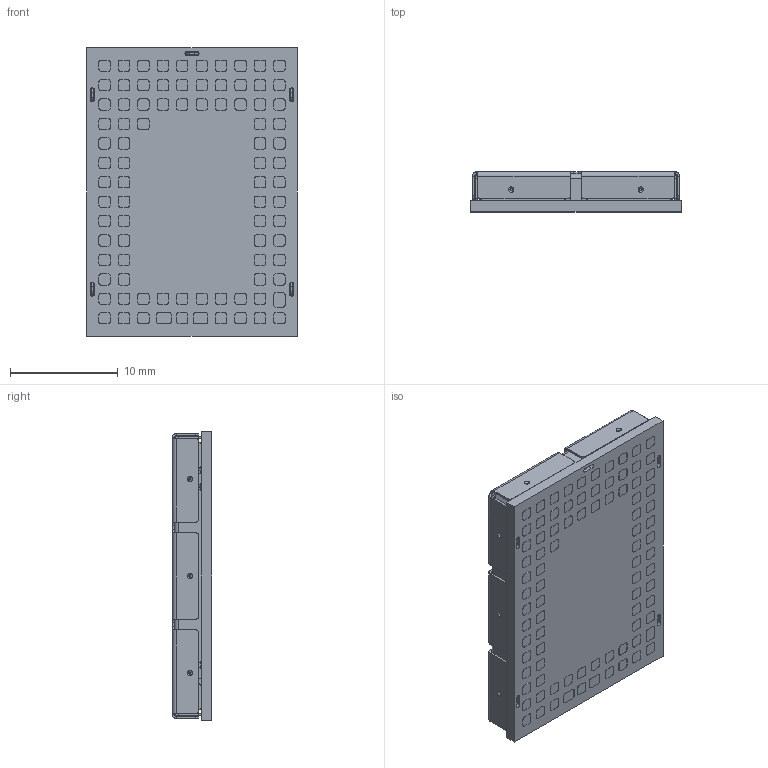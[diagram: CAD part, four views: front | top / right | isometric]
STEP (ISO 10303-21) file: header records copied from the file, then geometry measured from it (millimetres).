
FILE_DESCRIPTION (( 'STEP AP214' ), '1' );
FILE_NAME ('8DEV8100_0002-Kinkan.STEP', '2019-03-28T08:09:11', ( '' ), ( '' ), 'SwSTEP 2.0', 'SolidWorks 2018', '' );
FILE_SCHEMA (( 'AUTOMOTIVE_DESIGN' ));
Length unit declared in the file: millimetre
Products named in the file (1): 8DEV8100_0002-Kinkan
Bounding box: 19.5 x 3.71 x 26.7 mm (x, y, z)
Volume: 883.2 mm3; surface area: 3921.1 mm2
Topology: 162 solids, 162 shells, 2843 faces, 6692 edges, 4132 vertices
Faces by surface type: plane 1689, cylinder 906, bspline 248
Entity records: 85422 total; most frequent: CARTESIAN_POINT 18048, DIRECTION 13492, ORIENTED_EDGE 13016, EDGE_CURVE 6508, VECTOR 4556, LINE 4556, AXIS2_PLACEMENT_3D 4468, VERTEX_POINT 4132
